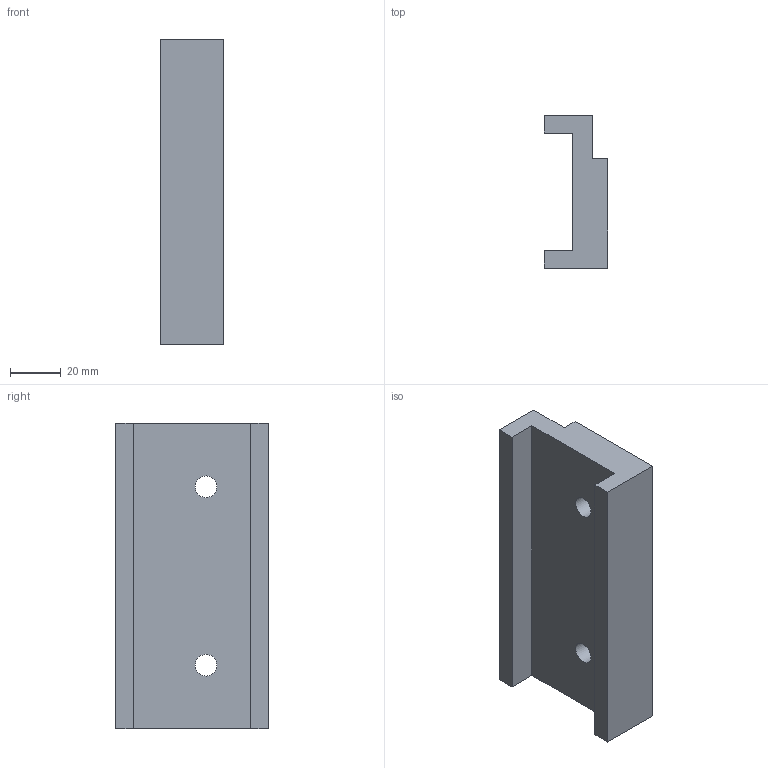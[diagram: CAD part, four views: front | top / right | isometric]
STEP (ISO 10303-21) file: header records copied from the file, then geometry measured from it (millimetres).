
FILE_DESCRIPTION(('STEP AP214'),'1');
FILE_NAME('re tendeur.stp','2024-03-22T14:32:31',(' '),(' '),'Spatial InterOp 3D',' ',' ');
FILE_SCHEMA(('AUTOMOTIVE_DESIGN { 1 0 10303 214 1 1 1 1 }'));
Length unit declared in the file: millimetre
Products named in the file (1): glissière tendeur
Bounding box: 25 x 60 x 120 mm (x, y, z)
Volume: 105451.1 mm3; surface area: 25344.7 mm2
Topology: 1 solids, 1 shells, 14 faces, 38 edges, 26 vertices
Faces by surface type: plane 12, cylinder 2
Full cylindrical faces by diameter (mm): 8.5 x2
Entity records: 702 total; most frequent: CARTESIAN_POINT 73, DIRECTION 68, ORIENTED_EDGE 68, EDGE_CURVE 34, LINE 30, VECTOR 30, PROPERTY_DEFINITION_REPRESENTATION 24, GENERAL_PROPERTY_ASSOCIATION 24
